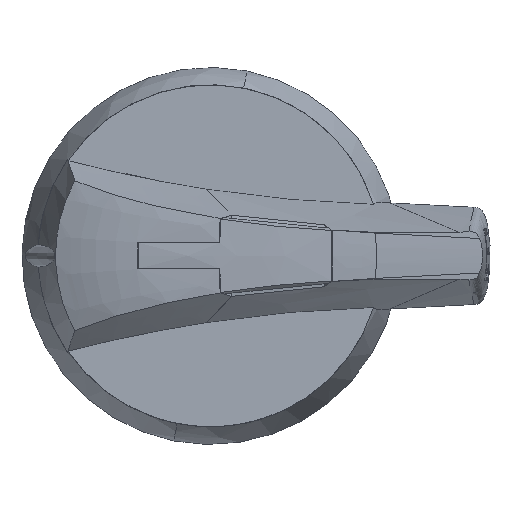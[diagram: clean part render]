
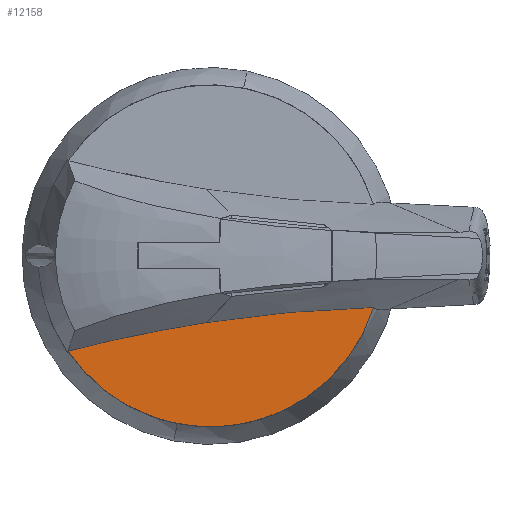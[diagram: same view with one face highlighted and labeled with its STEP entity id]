
A CAD part, top view. The second image highlights one B-rep face of the part: STEP entity #12158.
In plain terms, the highlighted planar face has unit normal (0, 0, 1).
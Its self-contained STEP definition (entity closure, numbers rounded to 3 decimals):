
#7349=CARTESIAN_POINT('',(-0.686,-12.568,
17.916));
#8286=CARTESIAN_POINT('',(38.756,-270.43,17.916));
#8287=DIRECTION('',(0.,0.,-1.));
#8288=DIRECTION('',(-0.251,0.968,0.));
#8289=AXIS2_PLACEMENT_3D('',#8286,#8287,#8288);
#8294=CARTESIAN_POINT('',(-0.686,-12.568,
17.916));
#8295=CARTESIAN_POINT('',(2.789,-12.036,17.916));
#8296=CARTESIAN_POINT('',(9.752,-11.111,17.917));
#8297=CARTESIAN_POINT('',(20.253,-10.164,17.916));
#8298=CARTESIAN_POINT('',(27.268,-9.816,17.918));
#8299=CARTESIAN_POINT('',(30.782,-9.721,17.918));
#8304=CARTESIAN_POINT('',(0.,0.,
17.916));
#8305=DIRECTION('',(0.,0.,-1.));
#8306=DIRECTION('',(0.954,-0.301,0.));
#8307=AXIS2_PLACEMENT_3D('',#8304,#8305,#8306);
#10249=VERTEX_POINT('',#7349);
#10438=CARTESIAN_POINT('',(-26.829,-17.948,
17.916));
#10440=VERTEX_POINT('',#10438);
#10442=CARTESIAN_POINT('',(30.781,-9.72,
17.916));
#10443=VERTEX_POINT('',#10442);
#12148=CARTESIAN_POINT('',(2.597,-2.204,
17.916));
#12149=DIRECTION('',(0.,0.,-1.));
#12150=DIRECTION('',(0.,-1.,0.));
#12151=AXIS2_PLACEMENT_3D('',#12148,#12149,#12150);
#12152=PLANE('',#12151);
#12153=ORIENTED_EDGE('',*,*,#12130,.T.);
#12154=ORIENTED_EDGE('',*,*,#11266,.T.);
#12155=ORIENTED_EDGE('',*,*,#12103,.T.);
#12156=EDGE_LOOP('',(#12153,#12154,#12155));
#12157=FACE_OUTER_BOUND('',#12156,.F.);
#8290=CIRCLE('',#8289,260.861);
#8300=B_SPLINE_CURVE_WITH_KNOTS('',3,(#8294,#8295,#8296,#8297,#8298,#8299),
.UNSPECIFIED.,.F.,.F.,(4,1,1,4),(0.,0.333,0.667,1.),
.UNSPECIFIED.);
#8308=CIRCLE('',#8307,32.279);
#11266=EDGE_CURVE('',#10249,#10443,#8300,.T.);
#12103=EDGE_CURVE('',#10443,#10440,#8308,.T.);
#12130=EDGE_CURVE('',#10440,#10249,#8290,.T.);
#12158=ADVANCED_FACE('',(#12157),#12152,.F.);
